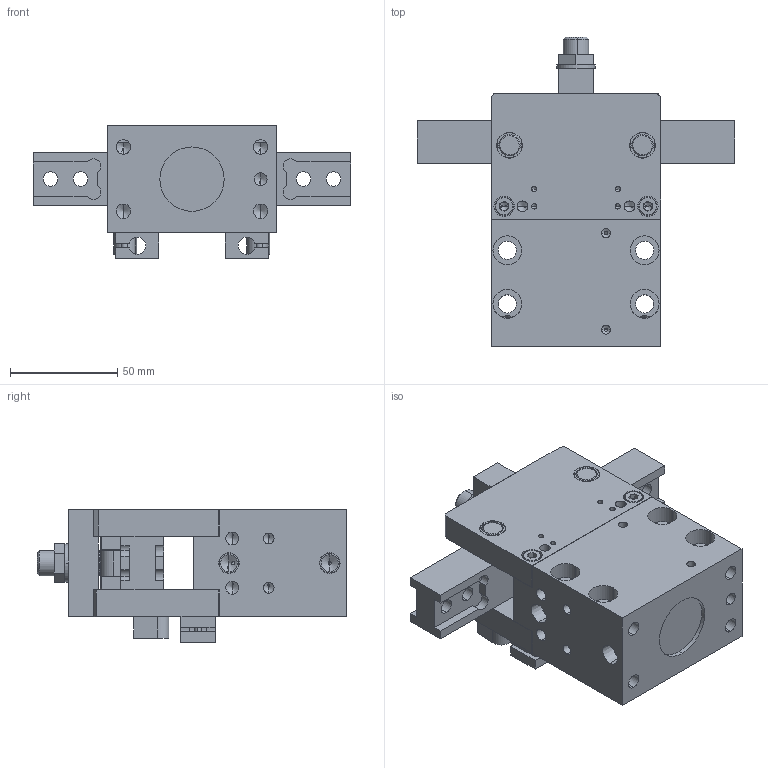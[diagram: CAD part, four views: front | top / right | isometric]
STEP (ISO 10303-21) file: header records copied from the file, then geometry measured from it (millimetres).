
FILE_DESCRIPTION (( 'STEP AP214' ), '1' );
FILE_NAME ('2RG 040.STEP', '2012-03-05T01:08:34', ( 'xw4600' ), ( '' ), 'SwSTEP 2.0', 'SolidWorks 2010', '' );
FILE_SCHEMA (( 'AUTOMOTIVE_DESIGN' ));
Length unit declared in the file: millimetre
Products named in the file (21): DMT-2RG040-01_Default; DMT-2RG040-02_Default; DMT-2RG040-03_Default; DMT-2RG040-04_Default; DMT-2RG040-07_Default; DMT-2RG040-11_Default; DMT-2RG040-09_Default; DMT-2RG040-08_Default; DMT-2RG040-13_Default; DMT-2RG040-12_Default; DMT-2RG040-P3_Default; DMT-2RG040-P4_Default; Plain Washer(M10)_KS 1326 PW - M10; hexagon thin nut_KS 1012 B- M10-N; socket head cap screw_ISO 4762 M3 x 12 --- 12N; socket head cap screw_ISO 4762 M3 x 8 --- 8N; USS12-30_Default; STOPPER BOLT1_Default; Hex Thin Nut Chamfered GradeAB_ISO_Hexagon Thin Nut ISO - 4035 - M6 - N; socket head cap screw_ISO 4762 M5 x 12 --- 12N; 2RG 040
Assembly tree (42 placements, depth 3):
  2RG 040
    DMT-2RG040-13_Default  x2
    socket head cap screw_ISO 4762 M3 x 12 --- 12N  x4
    USS12-30_Default
      Hex Thin Nut Chamfered GradeAB_ISO_Hexagon Thin Nut ISO - 4035 - M6 - N
      STOPPER BOLT1_Default
    DMT-2RG040-07_Default  x4
    hexagon thin nut_KS 1012 B- M10-N
    DMT-2RG040-12_Default  x2
    Plain Washer(M10)_KS 1326 PW - M10
    socket head cap screw_ISO 4762 M5 x 12 --- 12N  x8
    DMT-2RG040-08_Default
    DMT-2RG040-04_Default  x2
    DMT-2RG040-P4_Default  x2
    DMT-2RG040-09_Default  x2
    DMT-2RG040-03_Default
    DMT-2RG040-02_Default  x2
    DMT-2RG040-P3_Default  x2
    socket head cap screw_ISO 4762 M3 x 8 --- 8N  x2
    DMT-2RG040-11_Default  x2
    DMT-2RG040-01_Default
Bounding box: 148 x 144.5 x 62 mm (x, y, z)
Volume: 339286.2 mm3; surface area: 124282.7 mm2
Topology: 41 solids, 41 shells, 1067 faces, 2494 edges, 1498 vertices
Faces by surface type: plane 427, cylinder 378, cone 206, torus 56
Entity records: 18320 total; most frequent: CARTESIAN_POINT 3193, DIRECTION 3052, ORIENTED_EDGE 2628, EDGE_CURVE 1314, AXIS2_PLACEMENT_3D 1172, VERTEX_POINT 829, VECTOR 708, LINE 708
